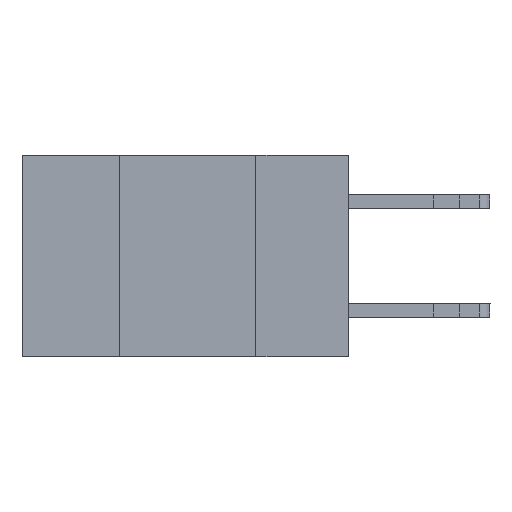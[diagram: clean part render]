
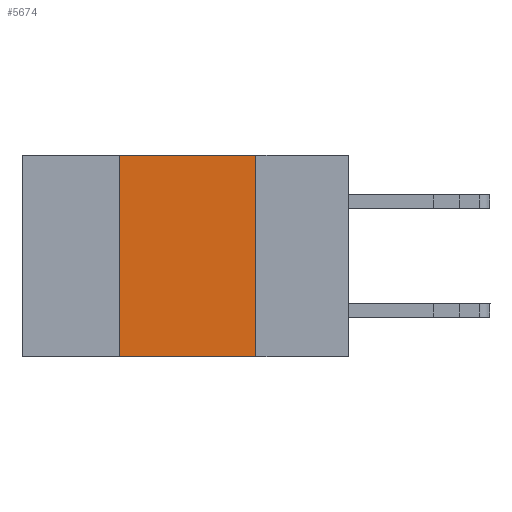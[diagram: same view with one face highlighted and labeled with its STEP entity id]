
A CAD part, left-side view. The second image highlights one B-rep face of the part: STEP entity #5674.
In plain terms, the highlighted planar face has unit normal (-1, 0, 0).
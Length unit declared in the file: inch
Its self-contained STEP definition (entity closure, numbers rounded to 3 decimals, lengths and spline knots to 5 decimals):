
#821 = VERTEX_POINT ( 'NONE', #1981 ) ;
#826 = EDGE_CURVE ( 'NONE', #821, #3730, #2568, .T. ) ;
#1199 = DIRECTION ( 'NONE',  ( 0., 0., -1. ) ) ;
#1543 = VECTOR ( 'NONE', #8235, 39.37008 ) ;
#1981 = CARTESIAN_POINT ( 'NONE',  ( 0., 0.42, -0.37 ) ) ;
#2328 = CARTESIAN_POINT ( 'NONE',  ( 0., 0.17, 0. ) ) ;
#2568 = LINE ( 'NONE', #7290, #4677 ) ;
#2948 = VERTEX_POINT ( 'NONE', #2328 ) ;
#3730 = VERTEX_POINT ( 'NONE', #8194 ) ;
#3927 = VERTEX_POINT ( 'NONE', #7805 ) ;
#4168 = VECTOR ( 'NONE', #1199, 39.37008 ) ;
#4188 = EDGE_CURVE ( 'NONE', #821, #3927, #8373, .T. ) ;
#4460 = LINE ( 'NONE', #10300, #4168 ) ;
#4677 = VECTOR ( 'NONE', #8514, 39.37008 ) ;
#5674 = ADVANCED_FACE ( 'NONE', ( #7631 ), #8630, .F. ) ;
#5750 = DIRECTION ( 'NONE',  ( 0., -1., 0. ) ) ;
#6177 = LINE ( 'NONE', #10345, #10044 ) ;
#6849 = ORIENTED_EDGE ( 'NONE', *, *, #826, .F. ) ;
#7166 = EDGE_LOOP ( 'NONE', ( #8021, #7656, #6849, #8409 ) ) ;
#7290 = CARTESIAN_POINT ( 'NONE',  ( 0., 0.42, -0.37 ) ) ;
#7631 = FACE_OUTER_BOUND ( 'NONE', #7166, .T. ) ;
#7656 = ORIENTED_EDGE ( 'NONE', *, *, #8442, .F. ) ;
#7805 = CARTESIAN_POINT ( 'NONE',  ( 0., 0.17, -0.37 ) ) ;
#8021 = ORIENTED_EDGE ( 'NONE', *, *, #8965, .F. ) ;
#8194 = CARTESIAN_POINT ( 'NONE',  ( 0., 0.42, 0. ) ) ;
#8235 = DIRECTION ( 'NONE',  ( 0., -1., 0. ) ) ;
#8373 = LINE ( 'NONE', #8700, #1543 ) ;
#8409 = ORIENTED_EDGE ( 'NONE', *, *, #4188, .T. ) ;
#8442 = EDGE_CURVE ( 'NONE', #3730, #2948, #6177, .T. ) ;
#8514 = DIRECTION ( 'NONE',  ( 0., 0., 1. ) ) ;
#8591 = DIRECTION ( 'NONE',  ( 0., 0., -1. ) ) ;
#8600 = DIRECTION ( 'NONE',  ( 1., 0., 0. ) ) ;
#8630 = PLANE ( 'NONE',  #9433 ) ;
#8678 = CARTESIAN_POINT ( 'NONE',  ( 0., 0.6, 0. ) ) ;
#8700 = CARTESIAN_POINT ( 'NONE',  ( 0., 0.6, -0.37 ) ) ;
#8965 = EDGE_CURVE ( 'NONE', #2948, #3927, #4460, .T. ) ;
#9433 = AXIS2_PLACEMENT_3D ( 'NONE', #8678, #8600, #8591 ) ;
#10044 = VECTOR ( 'NONE', #5750, 39.37008 ) ;
#10300 = CARTESIAN_POINT ( 'NONE',  ( 0., 0.17, -0.37 ) ) ;
#10345 = CARTESIAN_POINT ( 'NONE',  ( 0., 0.6, 0. ) ) ;
